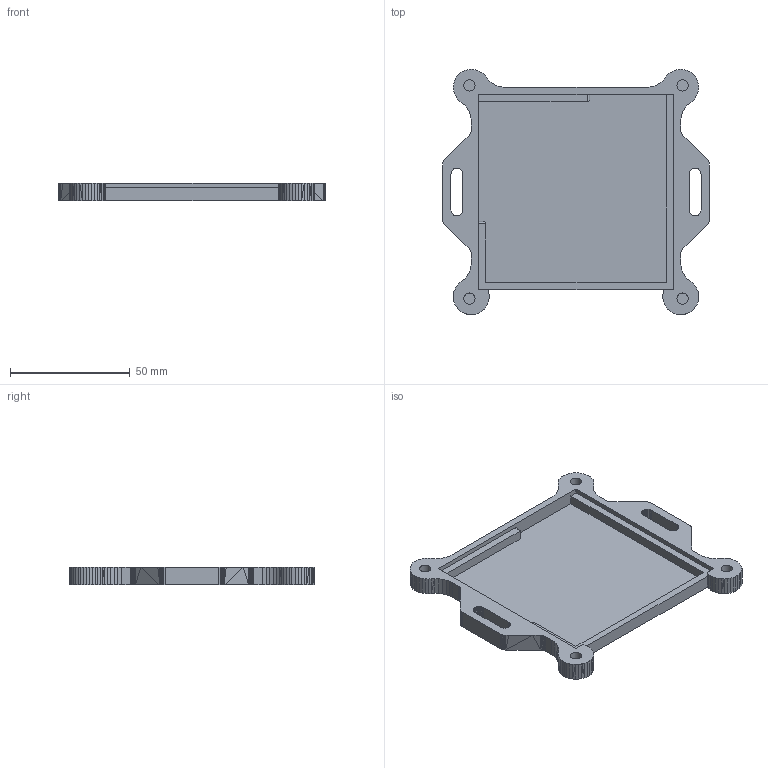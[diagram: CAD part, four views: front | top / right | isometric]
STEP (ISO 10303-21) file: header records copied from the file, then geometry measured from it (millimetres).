
FILE_DESCRIPTION(/* description */ (''),/* implementation_level */ '2;1');
FILE_NAME(/* name */ 'bottom_2mm_pcb.step',/* time_stamp */ '2023-11-06T17:59:38+01:00',/* author */ ('xF4m3'),/* organization */ (''),/* preprocessor_version */ 'ST-DEVELOPER v19',/* originating_system */ 'Autodesk Inventor 2023',/* authorisation */ '');
FILE_SCHEMA (('AUTOMOTIVE_DESIGN { 1 0 10303 214 3 1 1 }'));
Length unit declared in the file: millimetre
Products named in the file (1): bottom_2mm_pcb
Bounding box: 111.4 x 102.38 x 7.5 mm (x, y, z)
Volume: 27763.4 mm3; surface area: 23367.4 mm2
Topology: 1 solids, 1 shells, 388 faces, 1076 edges, 695 vertices
Faces by surface type: plane 382, cylinder 6
Full cylindrical faces by diameter (mm): 4.7 x4
Entity records: 12146 total; most frequent: CARTESIAN_POINT 2160, ORIENTED_EDGE 2152, DIRECTION 1898, EDGE_CURVE 1076, LINE 1032, VECTOR 1032, VERTEX_POINT 694, AXIS2_PLACEMENT_3D 433
